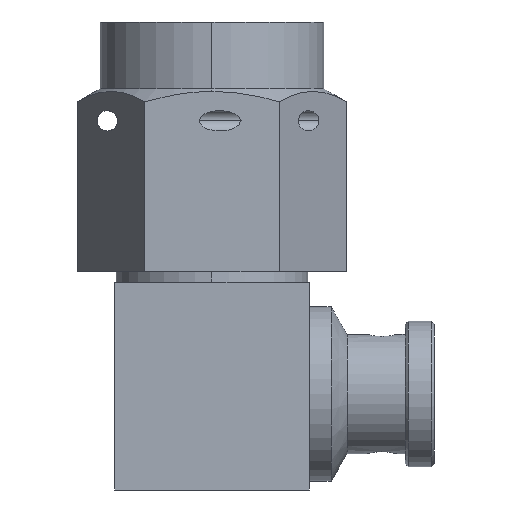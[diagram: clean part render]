
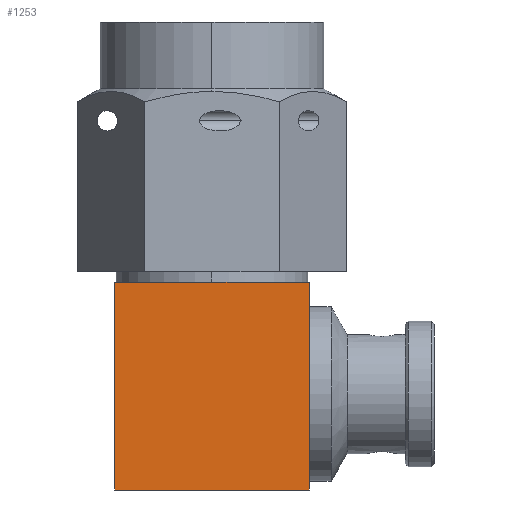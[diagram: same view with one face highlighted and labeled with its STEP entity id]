
A CAD part, left-side view. The second image highlights one B-rep face of the part: STEP entity #1253.
In plain terms, the highlighted planar face has unit normal (-1, 0, 0).
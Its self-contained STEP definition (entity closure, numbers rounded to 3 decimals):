
#40 = DIRECTION ( 'NONE',  ( 0., 0., 1. ) ) ;
#200 = VERTEX_POINT ( 'NONE', #1068 ) ;
#268 = ORIENTED_EDGE ( 'NONE', *, *, #413, .T. ) ;
#325 = LINE ( 'NONE', #1881, #1275 ) ;
#413 = EDGE_CURVE ( 'NONE', #200, #472, #2332, .T. ) ;
#472 = VERTEX_POINT ( 'NONE', #1100 ) ;
#491 = PLANE ( 'NONE',  #1332 ) ;
#603 = CARTESIAN_POINT ( 'NONE',  ( -3.35, -3.35, -6.35 ) ) ;
#687 = EDGE_CURVE ( 'NONE', #200, #2122, #1513, .T. ) ;
#1053 = CARTESIAN_POINT ( 'NONE',  ( -3.35, -3.35, -6.35 ) ) ;
#1068 = CARTESIAN_POINT ( 'NONE',  ( -3.35, 3.35, -13.5 ) ) ;
#1100 = CARTESIAN_POINT ( 'NONE',  ( -3.35, -3.35, -13.5 ) ) ;
#1154 = DIRECTION ( 'NONE',  ( -1., 0., 0. ) ) ;
#1216 = ORIENTED_EDGE ( 'NONE', *, *, #2084, .T. ) ;
#1253 = ADVANCED_FACE ( 'NONE', ( #1909 ), #491, .T. ) ;
#1275 = VECTOR ( 'NONE', #2754, 1000. ) ;
#1297 = ORIENTED_EDGE ( 'NONE', *, *, #1903, .T. ) ;
#1332 = AXIS2_PLACEMENT_3D ( 'NONE', #2262, #1154, #40 ) ;
#1364 = VECTOR ( 'NONE', #1898, 1000. ) ;
#1513 = LINE ( 'NONE', #2329, #1364 ) ;
#1591 = DIRECTION ( 'NONE',  ( 0., -1., 0. ) ) ;
#1618 = CARTESIAN_POINT ( 'NONE',  ( -3.35, -3.35, -13.5 ) ) ;
#1645 = VECTOR ( 'NONE', #1960, 1000. ) ;
#1745 = ORIENTED_EDGE ( 'NONE', *, *, #687, .F. ) ;
#1881 = CARTESIAN_POINT ( 'NONE',  ( -3.35, -3.35, -13.5 ) ) ;
#1898 = DIRECTION ( 'NONE',  ( 0., 0., 1. ) ) ;
#1903 = EDGE_CURVE ( 'NONE', #472, #2309, #325, .T. ) ;
#1909 = FACE_OUTER_BOUND ( 'NONE', #2785, .T. ) ;
#1960 = DIRECTION ( 'NONE',  ( 0., 1., 0. ) ) ;
#2084 = EDGE_CURVE ( 'NONE', #2309, #2122, #2514, .T. ) ;
#2122 = VERTEX_POINT ( 'NONE', #2391 ) ;
#2262 = CARTESIAN_POINT ( 'NONE',  ( -3.35, -3.35, -13.5 ) ) ;
#2309 = VERTEX_POINT ( 'NONE', #1053 ) ;
#2329 = CARTESIAN_POINT ( 'NONE',  ( -3.35, 3.35, -13.5 ) ) ;
#2332 = LINE ( 'NONE', #1618, #2365 ) ;
#2365 = VECTOR ( 'NONE', #1591, 1000. ) ;
#2391 = CARTESIAN_POINT ( 'NONE',  ( -3.35, 3.35, -6.35 ) ) ;
#2514 = LINE ( 'NONE', #603, #1645 ) ;
#2754 = DIRECTION ( 'NONE',  ( 0., 0., 1. ) ) ;
#2785 = EDGE_LOOP ( 'NONE', ( #1297, #1216, #1745, #268 ) ) ;
